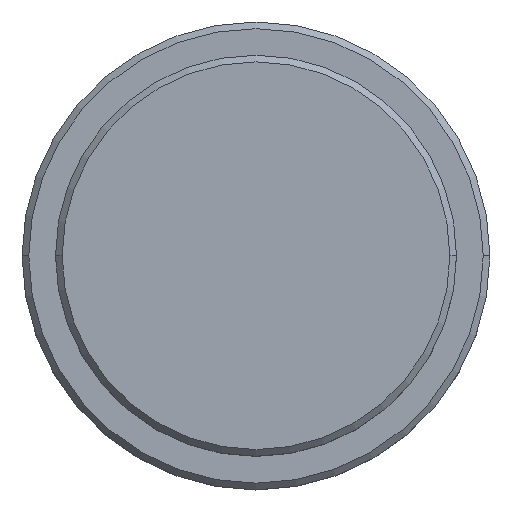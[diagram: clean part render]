
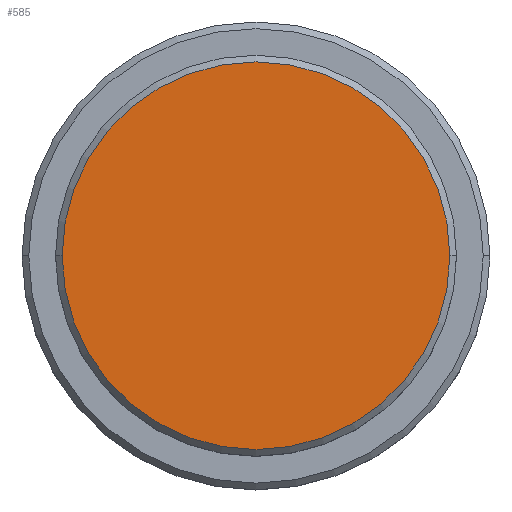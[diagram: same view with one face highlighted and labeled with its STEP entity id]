
A CAD part, top view. The second image highlights one B-rep face of the part: STEP entity #585.
In plain terms, the highlighted planar face has unit normal (0, 0, 1).
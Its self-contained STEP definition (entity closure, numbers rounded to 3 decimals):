
#26 = PLANE ( 'NONE',  #944 ) ;
#85 = DIRECTION ( 'NONE',  ( 1., 0., 0. ) ) ;
#100 = EDGE_CURVE ( 'NONE', #427, #574, #1238, .T. ) ;
#200 = DIRECTION ( 'NONE',  ( 0., 0., 1. ) ) ;
#227 = DIRECTION ( 'NONE',  ( 0., 0., 1. ) ) ;
#243 = FACE_OUTER_BOUND ( 'NONE', #708, .T. ) ;
#289 = AXIS2_PLACEMENT_3D ( 'NONE', #984, #200, #1276 ) ;
#318 = CARTESIAN_POINT ( 'NONE',  ( -14.5, 0., 0. ) ) ;
#427 = VERTEX_POINT ( 'NONE', #318 ) ;
#574 = VERTEX_POINT ( 'NONE', #578 ) ;
#578 = CARTESIAN_POINT ( 'NONE',  ( 14.5, 0., 0. ) ) ;
#585 = ADVANCED_FACE ( 'NONE', ( #243 ), #26, .T. ) ;
#702 = ORIENTED_EDGE ( 'NONE', *, *, #1398, .T. ) ;
#708 = EDGE_LOOP ( 'NONE', ( #870, #702 ) ) ;
#870 = ORIENTED_EDGE ( 'NONE', *, *, #100, .T. ) ;
#901 = DIRECTION ( 'NONE',  ( 1., 0., 0. ) ) ;
#944 = AXIS2_PLACEMENT_3D ( 'NONE', #1202, #227, #901 ) ;
#984 = CARTESIAN_POINT ( 'NONE',  ( 0., 0., 0. ) ) ;
#1006 = AXIS2_PLACEMENT_3D ( 'NONE', #1058, #1177, #85 ) ;
#1058 = CARTESIAN_POINT ( 'NONE',  ( 0., 0., 0. ) ) ;
#1119 = CIRCLE ( 'NONE', #1006, 14.5 ) ;
#1177 = DIRECTION ( 'NONE',  ( 0., 0., 1. ) ) ;
#1202 = CARTESIAN_POINT ( 'NONE',  ( 0., 0., 0. ) ) ;
#1238 = CIRCLE ( 'NONE', #289, 14.5 ) ;
#1276 = DIRECTION ( 'NONE',  ( 1., 0., 0. ) ) ;
#1398 = EDGE_CURVE ( 'NONE', #574, #427, #1119, .T. ) ;
